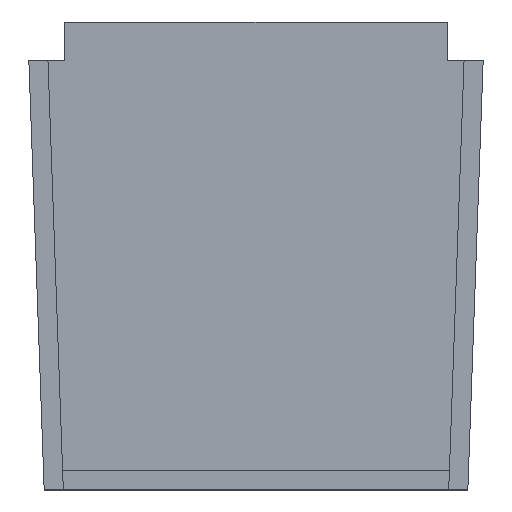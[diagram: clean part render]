
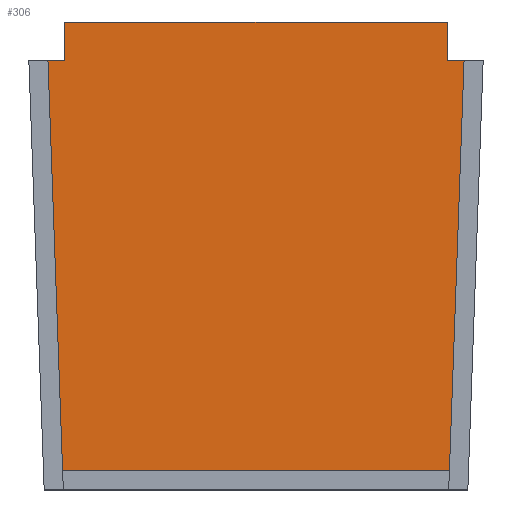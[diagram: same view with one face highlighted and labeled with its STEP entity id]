
A CAD part, top view. The second image highlights one B-rep face of the part: STEP entity #306.
In plain terms, the highlighted planar face has unit normal (0, 0, 1).
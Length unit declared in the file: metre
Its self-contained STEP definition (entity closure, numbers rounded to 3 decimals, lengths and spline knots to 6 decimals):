
#56=ORIENTED_EDGE('',*,*,#107,.T.);
#57=ORIENTED_EDGE('',*,*,#122,.F.);
#58=ORIENTED_EDGE('',*,*,#119,.T.);
#59=ORIENTED_EDGE('',*,*,#116,.T.);
#60=ORIENTED_EDGE('',*,*,#113,.T.);
#61=ORIENTED_EDGE('',*,*,#108,.F.);
#62=ORIENTED_EDGE('',*,*,#99,.T.);
#63=ORIENTED_EDGE('',*,*,#129,.T.);
#99=EDGE_CURVE('',#142,#141,#169,.T.);
#107=EDGE_CURVE('',#145,#149,#177,.T.);
#108=EDGE_CURVE('',#142,#150,#178,.T.);
#113=EDGE_CURVE('',#154,#150,#183,.T.);
#116=EDGE_CURVE('',#156,#154,#186,.T.);
#119=EDGE_CURVE('',#158,#156,#189,.T.);
#122=EDGE_CURVE('',#158,#149,#192,.T.);
#129=EDGE_CURVE('',#141,#145,#199,.T.);
#141=VERTEX_POINT('',#427);
#142=VERTEX_POINT('',#429);
#145=VERTEX_POINT('',#436);
#149=VERTEX_POINT('',#444);
#150=VERTEX_POINT('',#448);
#154=VERTEX_POINT('',#458);
#156=VERTEX_POINT('',#464);
#158=VERTEX_POINT('',#470);
#169=LINE('',#428,#211);
#177=LINE('',#445,#219);
#178=LINE('',#447,#220);
#183=LINE('',#457,#225);
#186=LINE('',#463,#228);
#189=LINE('',#469,#231);
#192=LINE('',#475,#234);
#199=LINE('',#488,#241);
#211=VECTOR('',#350,1.);
#219=VECTOR('',#360,1.);
#220=VECTOR('',#363,1.);
#225=VECTOR('',#370,1.);
#228=VECTOR('',#375,1.);
#231=VECTOR('',#380,1.);
#234=VECTOR('',#385,1.);
#241=VECTOR('',#396,1.);
#258=EDGE_LOOP('',(#56,#57,#58,#59,#60,#61,#62,#63));
#274=FACE_BOUND('',#258,.T.);
#290=PLANE('',#335);
#306=ADVANCED_FACE('',(#274),#290,.F.);
#335=AXIS2_PLACEMENT_3D('',#487,#394,#395);
#350=DIRECTION('',(0.036,-0.999,0.));
#360=DIRECTION('',(0.036,0.999,0.));
#363=DIRECTION('',(1.,0.,0.));
#370=DIRECTION('',(0.,-1.,0.));
#375=DIRECTION('',(-1.,0.,0.));
#380=DIRECTION('',(0.,1.,0.));
#385=DIRECTION('',(1.,0.,0.));
#394=DIRECTION('',(0.,0.,-1.));
#395=DIRECTION('',(-1.,0.,0.));
#396=DIRECTION('',(1.,0.,0.));
#427=CARTESIAN_POINT('',(-0.02025,-0.022502,0.002));
#428=CARTESIAN_POINT('',(-0.021018,-0.001002,0.002));
#429=CARTESIAN_POINT('',(-0.021786,0.020498,0.002));
#436=CARTESIAN_POINT('',(0.02025,-0.022502,0.002));
#444=CARTESIAN_POINT('',(0.021786,0.020498,0.002));
#445=CARTESIAN_POINT('',(0.021018,-0.001002,0.002));
#447=CARTESIAN_POINT('',(-0.020893,0.020498,0.002));
#448=CARTESIAN_POINT('',(-0.02,0.020498,0.002));
#457=CARTESIAN_POINT('',(-0.02,0.022498,0.002));
#458=CARTESIAN_POINT('',(-0.02,0.024498,0.002));
#463=CARTESIAN_POINT('',(0.,0.024498,0.002));
#464=CARTESIAN_POINT('',(0.02,0.024498,0.002));
#469=CARTESIAN_POINT('',(0.02,0.022498,0.002));
#470=CARTESIAN_POINT('',(0.02,0.020498,0.002));
#475=CARTESIAN_POINT('',(0.020893,0.020498,0.002));
#487=CARTESIAN_POINT('',(0.,0.002498,0.002));
#488=CARTESIAN_POINT('',(0.,-0.022502,0.002));
